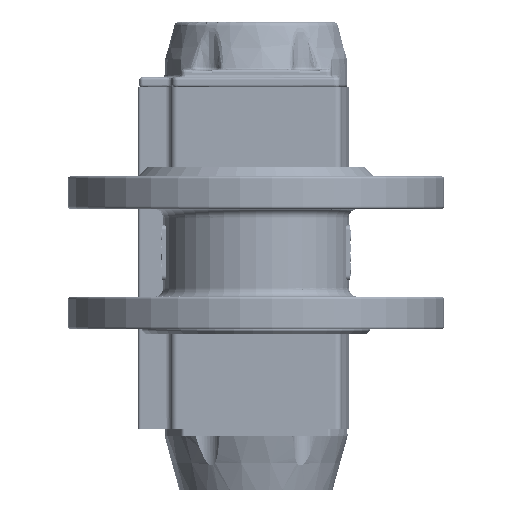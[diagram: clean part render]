
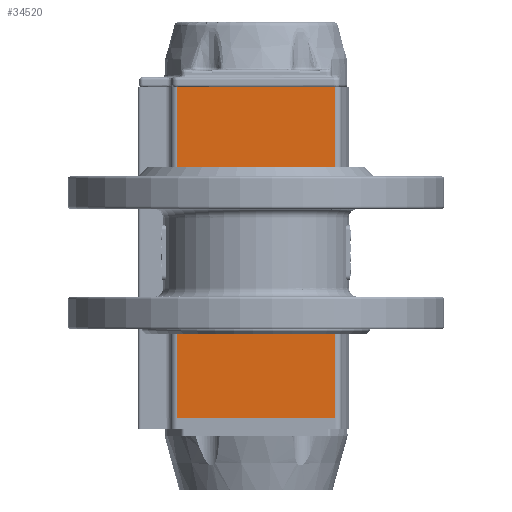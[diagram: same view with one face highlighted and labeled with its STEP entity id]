
A CAD part, front view. The second image highlights one B-rep face of the part: STEP entity #34520.
In plain terms, the highlighted planar face has unit normal (0, -1, 0).
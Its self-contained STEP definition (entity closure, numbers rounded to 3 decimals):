
#2618=LINE('',#105783,#4574);
#2620=LINE('',#105790,#4576);
#2632=LINE('',#105842,#4588);
#2633=LINE('',#105848,#4589);
#4574=VECTOR('',#46275,1000.);
#4576=VECTOR('',#46281,1000.);
#4588=VECTOR('',#46327,1000.);
#4589=VECTOR('',#46330,1000.);
#16674=ORIENTED_EDGE('',*,*,#21684,.F.);
#16675=ORIENTED_EDGE('',*,*,#21714,.T.);
#16676=ORIENTED_EDGE('',*,*,#21687,.T.);
#16677=ORIENTED_EDGE('',*,*,#21712,.F.);
#16678=ORIENTED_EDGE('',*,*,#21580,.T.);
#16679=ORIENTED_EDGE('',*,*,#21605,.T.);
#16680=ORIENTED_EDGE('',*,*,#21607,.T.);
#16681=ORIENTED_EDGE('',*,*,#21609,.T.);
#16682=ORIENTED_EDGE('',*,*,#21611,.T.);
#16683=ORIENTED_EDGE('',*,*,#21613,.T.);
#16684=ORIENTED_EDGE('',*,*,#21615,.T.);
#16685=ORIENTED_EDGE('',*,*,#21617,.T.);
#16686=ORIENTED_EDGE('',*,*,#21619,.T.);
#21580=EDGE_CURVE('',#24880,#24880,#26390,.T.);
#21605=EDGE_CURVE('',#24905,#24905,#26415,.T.);
#21607=EDGE_CURVE('',#24907,#24907,#26417,.T.);
#21609=EDGE_CURVE('',#24909,#24909,#26419,.T.);
#21611=EDGE_CURVE('',#24911,#24911,#26421,.T.);
#21613=EDGE_CURVE('',#24913,#24913,#26423,.T.);
#21615=EDGE_CURVE('',#24915,#24915,#26425,.T.);
#21617=EDGE_CURVE('',#24917,#24917,#26427,.T.);
#21619=EDGE_CURVE('',#24919,#24919,#26429,.T.);
#21684=EDGE_CURVE('',#24997,#24972,#2618,.T.);
#21687=EDGE_CURVE('',#25001,#25000,#2620,.T.);
#21712=EDGE_CURVE('',#24972,#25000,#2632,.T.);
#21714=EDGE_CURVE('',#24997,#25001,#2633,.T.);
#24880=VERTEX_POINT('',#105497);
#24905=VERTEX_POINT('',#105560);
#24907=VERTEX_POINT('',#105565);
#24909=VERTEX_POINT('',#105570);
#24911=VERTEX_POINT('',#105575);
#24913=VERTEX_POINT('',#105580);
#24915=VERTEX_POINT('',#105585);
#24917=VERTEX_POINT('',#105590);
#24919=VERTEX_POINT('',#105595);
#24972=VERTEX_POINT('',#105732);
#24997=VERTEX_POINT('',#105782);
#25000=VERTEX_POINT('',#105789);
#25001=VERTEX_POINT('',#105791);
#26390=CIRCLE('',#37857,14.635);
#26415=CIRCLE('',#37895,3.324);
#26417=CIRCLE('',#37898,3.324);
#26419=CIRCLE('',#37901,3.324);
#26421=CIRCLE('',#37904,3.324);
#26423=CIRCLE('',#37907,2.459);
#26425=CIRCLE('',#37910,2.459);
#26427=CIRCLE('',#37913,2.459);
#26429=CIRCLE('',#37916,2.459);
#29040=EDGE_LOOP('',(#16674,#16675,#16676,#16677));
#29041=EDGE_LOOP('',(#16678));
#29042=EDGE_LOOP('',(#16679));
#29043=EDGE_LOOP('',(#16680));
#29044=EDGE_LOOP('',(#16681));
#29045=EDGE_LOOP('',(#16682));
#29046=EDGE_LOOP('',(#16683));
#29047=EDGE_LOOP('',(#16684));
#29048=EDGE_LOOP('',(#16685));
#29049=EDGE_LOOP('',(#16686));
#31666=FACE_BOUND('',#29040,.T.);
#31667=FACE_BOUND('',#29041,.T.);
#31668=FACE_BOUND('',#29042,.T.);
#31669=FACE_BOUND('',#29043,.T.);
#31670=FACE_BOUND('',#29044,.T.);
#31671=FACE_BOUND('',#29045,.T.);
#31672=FACE_BOUND('',#29046,.T.);
#31673=FACE_BOUND('',#29047,.T.);
#31674=FACE_BOUND('',#29048,.T.);
#31675=FACE_BOUND('',#29049,.T.);
#32429=PLANE('',#38028);
#34520=ADVANCED_FACE('',(#31666,#31667,#31668,#31669,#31670,#31671,#31672,
#31673,#31674,#31675),#32429,.T.);
#37857=AXIS2_PLACEMENT_3D('',#105496,#45958,#45959);
#37895=AXIS2_PLACEMENT_3D('',#105559,#46034,#46035);
#37898=AXIS2_PLACEMENT_3D('',#105564,#46040,#46041);
#37901=AXIS2_PLACEMENT_3D('',#105569,#46046,#46047);
#37904=AXIS2_PLACEMENT_3D('',#105574,#46052,#46053);
#37907=AXIS2_PLACEMENT_3D('',#105579,#46058,#46059);
#37910=AXIS2_PLACEMENT_3D('',#105584,#46064,#46065);
#37913=AXIS2_PLACEMENT_3D('',#105589,#46070,#46071);
#37916=AXIS2_PLACEMENT_3D('',#105594,#46076,#46077);
#38028=AXIS2_PLACEMENT_3D('',#105847,#46328,#46329);
#45958=DIRECTION('',(0.,1.,0.));
#45959=DIRECTION('',(1.,0.,0.));
#46034=DIRECTION('',(0.,1.,0.));
#46035=DIRECTION('',(1.,0.,0.));
#46040=DIRECTION('',(0.,1.,0.));
#46041=DIRECTION('',(1.,0.,0.));
#46046=DIRECTION('',(0.,1.,0.));
#46047=DIRECTION('',(1.,0.,0.));
#46052=DIRECTION('',(0.,1.,0.));
#46053=DIRECTION('',(1.,0.,0.));
#46058=DIRECTION('',(0.,1.,0.));
#46059=DIRECTION('',(1.,0.,0.));
#46064=DIRECTION('',(0.,1.,0.));
#46065=DIRECTION('',(1.,0.,0.));
#46070=DIRECTION('',(0.,1.,0.));
#46071=DIRECTION('',(1.,0.,0.));
#46076=DIRECTION('',(0.,1.,0.));
#46077=DIRECTION('',(1.,0.,0.));
#46275=DIRECTION('',(1.,0.,0.));
#46281=DIRECTION('',(1.,0.,0.));
#46327=DIRECTION('',(0.,0.,-1.));
#46328=DIRECTION('',(0.,-1.,0.));
#46329=DIRECTION('',(-1.,0.,0.));
#46330=DIRECTION('',(0.,0.,-1.));
#105496=CARTESIAN_POINT('',(0.,-44.471,66.));
#105497=CARTESIAN_POINT('',(14.635,-44.471,66.));
#105559=CARTESIAN_POINT('',(-24.749,-44.471,41.251));
#105560=CARTESIAN_POINT('',(-21.425,-44.471,41.251));
#105564=CARTESIAN_POINT('',(24.749,-44.471,41.251));
#105565=CARTESIAN_POINT('',(28.072,-44.471,41.251));
#105569=CARTESIAN_POINT('',(24.749,-44.471,90.749));
#105570=CARTESIAN_POINT('',(28.072,-44.471,90.749));
#105574=CARTESIAN_POINT('',(-24.749,-44.471,90.749));
#105575=CARTESIAN_POINT('',(-21.425,-44.471,90.749));
#105579=CARTESIAN_POINT('',(-17.678,-44.471,83.678));
#105580=CARTESIAN_POINT('',(-15.219,-44.471,83.678));
#105584=CARTESIAN_POINT('',(-17.678,-44.471,48.322));
#105585=CARTESIAN_POINT('',(-15.219,-44.471,48.322));
#105589=CARTESIAN_POINT('',(17.678,-44.471,48.322));
#105590=CARTESIAN_POINT('',(20.136,-44.471,48.322));
#105594=CARTESIAN_POINT('',(17.678,-44.471,83.678));
#105595=CARTESIAN_POINT('',(20.136,-44.471,83.678));
#105732=CARTESIAN_POINT('',(31.5,-44.471,132.));
#105782=CARTESIAN_POINT('',(-31.5,-44.471,132.));
#105783=CARTESIAN_POINT('',(5.25,-44.471,132.));
#105789=CARTESIAN_POINT('',(31.5,-44.471,0.));
#105790=CARTESIAN_POINT('',(5.25,-44.471,0.));
#105791=CARTESIAN_POINT('',(-31.5,-44.471,0.));
#105842=CARTESIAN_POINT('',(31.5,-44.471,0.));
#105847=CARTESIAN_POINT('',(-31.5,-44.471,0.));
#105848=CARTESIAN_POINT('',(-31.5,-44.471,0.));
